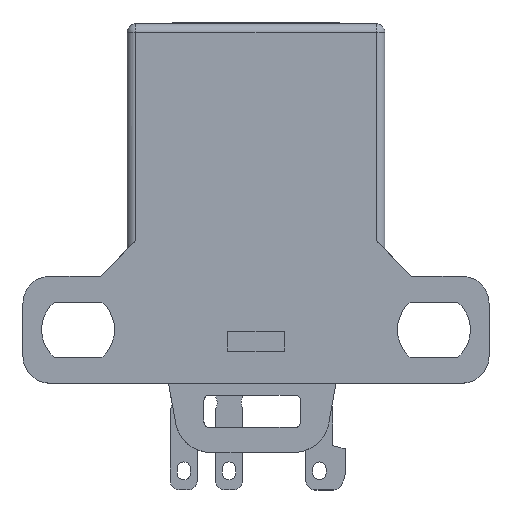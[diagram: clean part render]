
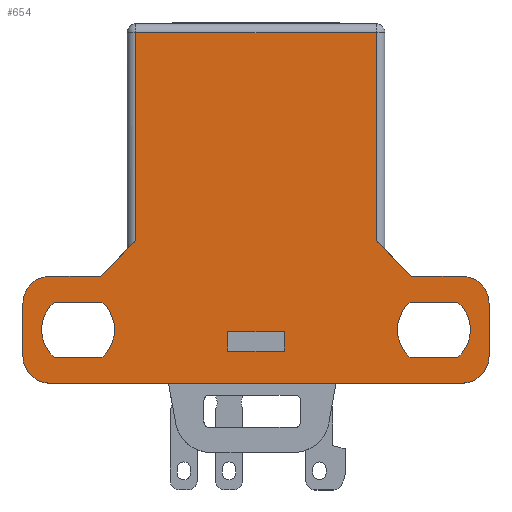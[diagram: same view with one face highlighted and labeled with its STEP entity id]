
A CAD part, top view. The second image highlights one B-rep face of the part: STEP entity #654.
In plain terms, the highlighted planar face has unit normal (0, 0, 1).
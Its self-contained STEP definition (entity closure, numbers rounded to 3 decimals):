
#442=CIRCLE('',#3186,1.51);
#443=CIRCLE('',#3187,1.51);
#444=CIRCLE('',#3188,1.51);
#445=CIRCLE('',#3189,1.51);
#446=CIRCLE('',#3190,2.05);
#447=CIRCLE('',#3191,2.05);
#448=CIRCLE('',#3192,2.05);
#449=CIRCLE('',#3193,2.05);
#654=ADVANCED_FACE('',(#911,#912,#913,#914),#803,.T.);
#803=PLANE('',#3194);
#911=FACE_BOUND('',#955,.T.);
#912=FACE_BOUND('',#956,.T.);
#913=FACE_BOUND('',#957,.T.);
#914=FACE_BOUND('',#958,.T.);
#955=EDGE_LOOP('',(#1191,#1192,#1193,#1194,#1195,#1196,#1197,#1198,#1199,
#1200,#1201,#1202,#1203,#1204,#1205,#1206));
#956=EDGE_LOOP('',(#1207,#1208,#1209,#1210));
#957=EDGE_LOOP('',(#1211,#1212,#1213,#1214));
#958=EDGE_LOOP('',(#1215,#1216,#1217,#1218));
#1191=ORIENTED_EDGE('',*,*,#2232,.T.);
#1192=ORIENTED_EDGE('',*,*,#2233,.T.);
#1193=ORIENTED_EDGE('',*,*,#2234,.T.);
#1194=ORIENTED_EDGE('',*,*,#2235,.T.);
#1195=ORIENTED_EDGE('',*,*,#2236,.T.);
#1196=ORIENTED_EDGE('',*,*,#2223,.T.);
#1197=ORIENTED_EDGE('',*,*,#2237,.T.);
#1198=ORIENTED_EDGE('',*,*,#2219,.T.);
#1199=ORIENTED_EDGE('',*,*,#2238,.T.);
#1200=ORIENTED_EDGE('',*,*,#2239,.T.);
#1201=ORIENTED_EDGE('',*,*,#2240,.T.);
#1202=ORIENTED_EDGE('',*,*,#2241,.T.);
#1203=ORIENTED_EDGE('',*,*,#2242,.T.);
#1204=ORIENTED_EDGE('',*,*,#2243,.T.);
#1205=ORIENTED_EDGE('',*,*,#2244,.T.);
#1206=ORIENTED_EDGE('',*,*,#2245,.T.);
#1207=ORIENTED_EDGE('',*,*,#2190,.F.);
#1208=ORIENTED_EDGE('',*,*,#2193,.F.);
#1209=ORIENTED_EDGE('',*,*,#2196,.F.);
#1210=ORIENTED_EDGE('',*,*,#2198,.F.);
#1211=ORIENTED_EDGE('',*,*,#2246,.F.);
#1212=ORIENTED_EDGE('',*,*,#2247,.T.);
#1213=ORIENTED_EDGE('',*,*,#2248,.F.);
#1214=ORIENTED_EDGE('',*,*,#2249,.T.);
#1215=ORIENTED_EDGE('',*,*,#2250,.F.);
#1216=ORIENTED_EDGE('',*,*,#2251,.T.);
#1217=ORIENTED_EDGE('',*,*,#2252,.F.);
#1218=ORIENTED_EDGE('',*,*,#2253,.T.);
#1929=VERTEX_POINT('',#4247);
#1932=VERTEX_POINT('',#4252);
#1934=VERTEX_POINT('',#4258);
#1936=VERTEX_POINT('',#4264);
#1957=VERTEX_POINT('',#4312);
#1958=VERTEX_POINT('',#4313);
#1961=VERTEX_POINT('',#4319);
#1962=VERTEX_POINT('',#4321);
#1969=VERTEX_POINT('',#4338);
#1970=VERTEX_POINT('',#4339);
#1971=VERTEX_POINT('',#4341);
#1972=VERTEX_POINT('',#4343);
#1973=VERTEX_POINT('',#4345);
#1974=VERTEX_POINT('',#4349);
#1975=VERTEX_POINT('',#4351);
#1976=VERTEX_POINT('',#4353);
#1977=VERTEX_POINT('',#4355);
#1978=VERTEX_POINT('',#4357);
#1979=VERTEX_POINT('',#4359);
#1980=VERTEX_POINT('',#4361);
#1981=VERTEX_POINT('',#4364);
#1982=VERTEX_POINT('',#4365);
#1983=VERTEX_POINT('',#4367);
#1984=VERTEX_POINT('',#4369);
#1985=VERTEX_POINT('',#4372);
#1986=VERTEX_POINT('',#4373);
#1987=VERTEX_POINT('',#4375);
#1988=VERTEX_POINT('',#4377);
#2190=EDGE_CURVE('',#1932,#1929,#2584,.T.);
#2193=EDGE_CURVE('',#1934,#1932,#2587,.T.);
#2196=EDGE_CURVE('',#1936,#1934,#2590,.T.);
#2198=EDGE_CURVE('',#1929,#1936,#2592,.T.);
#2219=EDGE_CURVE('',#1957,#1958,#2613,.T.);
#2223=EDGE_CURVE('',#1962,#1961,#2617,.T.);
#2232=EDGE_CURVE('',#1969,#1970,#2624,.T.);
#2233=EDGE_CURVE('',#1970,#1971,#2625,.T.);
#2234=EDGE_CURVE('',#1971,#1972,#442,.T.);
#2235=EDGE_CURVE('',#1972,#1973,#2626,.T.);
#2236=EDGE_CURVE('',#1973,#1962,#443,.T.);
#2237=EDGE_CURVE('',#1961,#1957,#2627,.T.);
#2238=EDGE_CURVE('',#1958,#1974,#444,.T.);
#2239=EDGE_CURVE('',#1974,#1975,#2628,.T.);
#2240=EDGE_CURVE('',#1975,#1976,#445,.T.);
#2241=EDGE_CURVE('',#1976,#1977,#2629,.T.);
#2242=EDGE_CURVE('',#1977,#1978,#2630,.T.);
#2243=EDGE_CURVE('',#1978,#1979,#2631,.T.);
#2244=EDGE_CURVE('',#1979,#1980,#2632,.T.);
#2245=EDGE_CURVE('',#1980,#1969,#2633,.T.);
#2246=EDGE_CURVE('',#1981,#1982,#2634,.T.);
#2247=EDGE_CURVE('',#1981,#1983,#446,.T.);
#2248=EDGE_CURVE('',#1984,#1983,#2635,.T.);
#2249=EDGE_CURVE('',#1984,#1982,#447,.T.);
#2250=EDGE_CURVE('',#1985,#1986,#2636,.T.);
#2251=EDGE_CURVE('',#1985,#1987,#448,.T.);
#2252=EDGE_CURVE('',#1988,#1987,#2637,.T.);
#2253=EDGE_CURVE('',#1988,#1986,#449,.T.);
#2584=LINE('',#4253,#2896);
#2587=LINE('',#4259,#2899);
#2590=LINE('',#4265,#2902);
#2592=LINE('',#4268,#2904);
#2613=LINE('',#4311,#2925);
#2617=LINE('',#4320,#2929);
#2624=LINE('',#4337,#2936);
#2625=LINE('',#4340,#2937);
#2626=LINE('',#4344,#2938);
#2627=LINE('',#4347,#2939);
#2628=LINE('',#4350,#2940);
#2629=LINE('',#4354,#2941);
#2630=LINE('',#4356,#2942);
#2631=LINE('',#4358,#2943);
#2632=LINE('',#4360,#2944);
#2633=LINE('',#4362,#2945);
#2634=LINE('',#4363,#2946);
#2635=LINE('',#4368,#2947);
#2636=LINE('',#4371,#2948);
#2637=LINE('',#4376,#2949);
#2896=VECTOR('',#3446,1.);
#2899=VECTOR('',#3451,1.);
#2902=VECTOR('',#3456,1.);
#2904=VECTOR('',#3460,1.);
#2925=VECTOR('',#3485,1.);
#2929=VECTOR('',#3489,1.);
#2936=VECTOR('',#3502,1.);
#2937=VECTOR('',#3503,1.);
#2938=VECTOR('',#3506,1.);
#2939=VECTOR('',#3509,1.);
#2940=VECTOR('',#3512,1.);
#2941=VECTOR('',#3515,1.);
#2942=VECTOR('',#3516,1.);
#2943=VECTOR('',#3517,1.);
#2944=VECTOR('',#3518,1.);
#2945=VECTOR('',#3519,1.);
#2946=VECTOR('',#3520,1.);
#2947=VECTOR('',#3523,1.);
#2948=VECTOR('',#3526,1.);
#2949=VECTOR('',#3529,1.);
#3186=AXIS2_PLACEMENT_3D('',#4342,#3504,#3505);
#3187=AXIS2_PLACEMENT_3D('',#4346,#3507,#3508);
#3188=AXIS2_PLACEMENT_3D('',#4348,#3510,#3511);
#3189=AXIS2_PLACEMENT_3D('',#4352,#3513,#3514);
#3190=AXIS2_PLACEMENT_3D('',#4366,#3521,#3522);
#3191=AXIS2_PLACEMENT_3D('',#4370,#3524,#3525);
#3192=AXIS2_PLACEMENT_3D('',#4374,#3527,#3528);
#3193=AXIS2_PLACEMENT_3D('',#4378,#3530,#3531);
#3194=AXIS2_PLACEMENT_3D('',#4379,#3532,#3533);
#3446=DIRECTION('',(1.,0.,0.));
#3451=DIRECTION('',(0.,-1.,0.));
#3456=DIRECTION('',(-1.,0.,0.));
#3460=DIRECTION('',(0.,1.,0.));
#3485=DIRECTION('',(1.,0.,0.));
#3489=DIRECTION('',(1.,0.,0.));
#3502=DIRECTION('',(-0.707,-0.707,0.));
#3503=DIRECTION('',(-1.,0.,0.));
#3504=DIRECTION('',(0.,0.,1.));
#3505=DIRECTION('',(1.,0.,0.));
#3506=DIRECTION('',(0.,-1.,0.));
#3507=DIRECTION('',(0.,0.,1.));
#3508=DIRECTION('',(1.,0.,0.));
#3509=DIRECTION('',(1.,0.,0.));
#3510=DIRECTION('',(0.,0.,1.));
#3511=DIRECTION('',(1.,0.,0.));
#3512=DIRECTION('',(0.,1.,0.));
#3513=DIRECTION('',(0.,0.,1.));
#3514=DIRECTION('',(1.,0.,0.));
#3515=DIRECTION('',(-1.,0.,0.));
#3516=DIRECTION('',(-0.707,0.707,0.));
#3517=DIRECTION('',(0.,1.,0.));
#3518=DIRECTION('',(-1.,0.,0.));
#3519=DIRECTION('',(0.,-1.,0.));
#3520=DIRECTION('',(1.,0.,0.));
#3521=DIRECTION('',(0.,0.,-1.));
#3522=DIRECTION('',(1.,0.,0.));
#3523=DIRECTION('',(-1.,0.,0.));
#3524=DIRECTION('',(0.,0.,-1.));
#3525=DIRECTION('',(1.,0.,0.));
#3526=DIRECTION('',(1.,0.,0.));
#3527=DIRECTION('',(0.,0.,-1.));
#3528=DIRECTION('',(1.,0.,0.));
#3529=DIRECTION('',(-1.,0.,0.));
#3530=DIRECTION('',(0.,0.,-1.));
#3531=DIRECTION('',(1.,0.,0.));
#3532=DIRECTION('',(0.,0.,1.));
#3533=DIRECTION('',(1.,0.,0.));
#4247=CARTESIAN_POINT('',(58.677,-35.734,12.));
#4252=CARTESIAN_POINT('',(55.477,-35.734,12.));
#4253=CARTESIAN_POINT('',(-113.,-35.734,12.));
#4258=CARTESIAN_POINT('',(55.477,-34.634,12.));
#4259=CARTESIAN_POINT('',(55.477,-0.3,12.));
#4264=CARTESIAN_POINT('',(58.677,-34.634,12.));
#4265=CARTESIAN_POINT('',(-113.,-34.634,12.));
#4268=CARTESIAN_POINT('',(58.677,-0.3,12.));
#4311=CARTESIAN_POINT('',(49.827,-37.534,12.));
#4312=CARTESIAN_POINT('',(61.569,-37.534,12.));
#4313=CARTESIAN_POINT('',(68.667,-37.534,12.));
#4319=CARTESIAN_POINT('',(52.163,-37.534,12.));
#4320=CARTESIAN_POINT('',(49.827,-37.534,12.));
#4321=CARTESIAN_POINT('',(45.487,-37.534,12.));
#4337=CARTESIAN_POINT('',(48.327,-31.534,12.));
#4338=CARTESIAN_POINT('',(50.327,-29.534,12.));
#4339=CARTESIAN_POINT('',(48.327,-31.534,12.));
#4340=CARTESIAN_POINT('',(47.077,-31.534,12.));
#4341=CARTESIAN_POINT('',(45.487,-31.534,12.));
#4342=CARTESIAN_POINT('',(45.487,-33.044,12.));
#4343=CARTESIAN_POINT('',(43.977,-33.044,12.));
#4344=CARTESIAN_POINT('',(43.977,-31.534,12.));
#4345=CARTESIAN_POINT('',(43.977,-36.024,12.));
#4346=CARTESIAN_POINT('',(45.487,-36.024,12.));
#4347=CARTESIAN_POINT('',(49.827,-37.534,12.));
#4348=CARTESIAN_POINT('',(68.667,-36.024,12.));
#4349=CARTESIAN_POINT('',(70.177,-36.024,12.));
#4350=CARTESIAN_POINT('',(70.177,-37.534,12.));
#4351=CARTESIAN_POINT('',(70.177,-33.044,12.));
#4352=CARTESIAN_POINT('',(68.667,-33.044,12.));
#4353=CARTESIAN_POINT('',(68.667,-31.534,12.));
#4354=CARTESIAN_POINT('',(47.077,-31.534,12.));
#4355=CARTESIAN_POINT('',(65.827,-31.534,12.));
#4356=CARTESIAN_POINT('',(65.827,-31.534,12.));
#4357=CARTESIAN_POINT('',(63.827,-29.534,12.));
#4358=CARTESIAN_POINT('',(63.827,-17.334,12.));
#4359=CARTESIAN_POINT('',(63.827,-17.834,12.));
#4360=CARTESIAN_POINT('',(50.327,-17.834,12.));
#4361=CARTESIAN_POINT('',(50.327,-17.834,12.));
#4362=CARTESIAN_POINT('',(50.327,-31.534,12.));
#4363=CARTESIAN_POINT('',(-113.,-36.084,12.));
#4364=CARTESIAN_POINT('',(45.736,-36.084,12.));
#4365=CARTESIAN_POINT('',(48.419,-36.084,12.));
#4366=CARTESIAN_POINT('',(47.077,-34.534,12.));
#4367=CARTESIAN_POINT('',(45.736,-32.984,12.));
#4368=CARTESIAN_POINT('',(-113.,-32.984,12.));
#4369=CARTESIAN_POINT('',(48.419,-32.984,12.));
#4370=CARTESIAN_POINT('',(47.077,-34.534,12.));
#4371=CARTESIAN_POINT('',(-113.,-36.084,12.));
#4372=CARTESIAN_POINT('',(65.736,-36.084,12.));
#4373=CARTESIAN_POINT('',(68.419,-36.084,12.));
#4374=CARTESIAN_POINT('',(67.077,-34.534,12.));
#4375=CARTESIAN_POINT('',(65.736,-32.984,12.));
#4376=CARTESIAN_POINT('',(-113.,-32.984,12.));
#4377=CARTESIAN_POINT('',(68.419,-32.984,12.));
#4378=CARTESIAN_POINT('',(67.077,-34.534,12.));
#4379=CARTESIAN_POINT('',(-113.,0.,12.));
